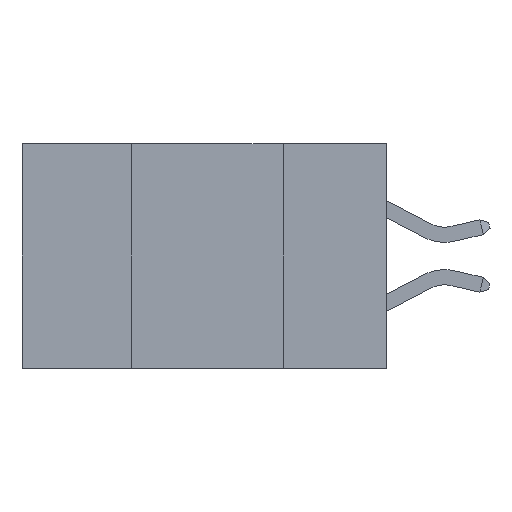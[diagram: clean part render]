
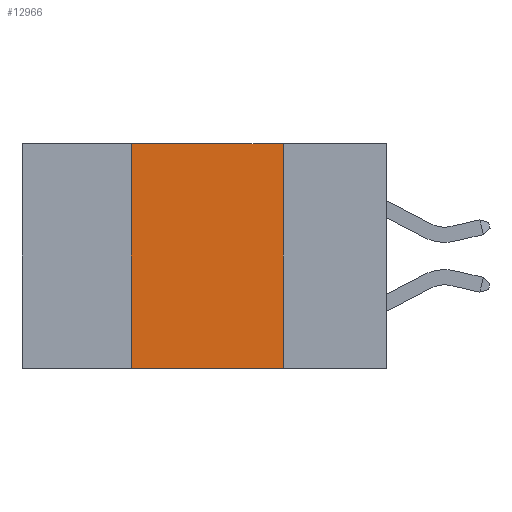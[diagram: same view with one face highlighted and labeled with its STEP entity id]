
A CAD part, left-side view. The second image highlights one B-rep face of the part: STEP entity #12966.
In plain terms, the highlighted planar face has unit normal (-1, 0, 0).
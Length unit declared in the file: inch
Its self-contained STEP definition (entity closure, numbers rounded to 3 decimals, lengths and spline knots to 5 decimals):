
#782 = CARTESIAN_POINT ( 'NONE',  ( 0., 0.6, -0.37 ) ) ;
#1638 = DIRECTION ( 'NONE',  ( 0., 0., -1. ) ) ;
#2298 = VERTEX_POINT ( 'NONE', #12771 ) ;
#3094 = DIRECTION ( 'NONE',  ( 0., -1., 0. ) ) ;
#3125 = DIRECTION ( 'NONE',  ( 0., 0., -1. ) ) ;
#3669 = CARTESIAN_POINT ( 'NONE',  ( 0., 0.42, 0. ) ) ;
#3910 = EDGE_CURVE ( 'NONE', #11752, #24667, #13452, .T. ) ;
#5466 = ORIENTED_EDGE ( 'NONE', *, *, #7929, .F. ) ;
#6973 = CARTESIAN_POINT ( 'NONE',  ( 0., 0.42, -0.37 ) ) ;
#7660 = VECTOR ( 'NONE', #15946, 39.37008 ) ;
#7807 = EDGE_LOOP ( 'NONE', ( #5466, #19602, #12642, #9416 ) ) ;
#7929 = EDGE_CURVE ( 'NONE', #16376, #2298, #9462, .T. ) ;
#8296 = LINE ( 'NONE', #782, #24912 ) ;
#8484 = DIRECTION ( 'NONE',  ( 0., -1., 0. ) ) ;
#9416 = ORIENTED_EDGE ( 'NONE', *, *, #22828, .T. ) ;
#9462 = LINE ( 'NONE', #16307, #14573 ) ;
#10583 = PLANE ( 'NONE',  #19267 ) ;
#11752 = VERTEX_POINT ( 'NONE', #6973 ) ;
#12642 = ORIENTED_EDGE ( 'NONE', *, *, #3910, .F. ) ;
#12771 = CARTESIAN_POINT ( 'NONE',  ( 0., 0.17, -0.37 ) ) ;
#12966 = ADVANCED_FACE ( 'NONE', ( #13002 ), #10583, .F. ) ;
#13002 = FACE_OUTER_BOUND ( 'NONE', #7807, .T. ) ;
#13452 = LINE ( 'NONE', #3669, #7660 ) ;
#14573 = VECTOR ( 'NONE', #3125, 39.37008 ) ;
#14736 = CARTESIAN_POINT ( 'NONE',  ( 0., 0.42, 0. ) ) ;
#14977 = DIRECTION ( 'NONE',  ( 1., 0., 0. ) ) ;
#15946 = DIRECTION ( 'NONE',  ( 0., 0., 1. ) ) ;
#16307 = CARTESIAN_POINT ( 'NONE',  ( 0., 0.17, 0. ) ) ;
#16376 = VERTEX_POINT ( 'NONE', #23606 ) ;
#17708 = LINE ( 'NONE', #27972, #22717 ) ;
#19267 = AXIS2_PLACEMENT_3D ( 'NONE', #25730, #14977, #1638 ) ;
#19602 = ORIENTED_EDGE ( 'NONE', *, *, #26012, .F. ) ;
#22717 = VECTOR ( 'NONE', #8484, 39.37008 ) ;
#22828 = EDGE_CURVE ( 'NONE', #11752, #2298, #8296, .T. ) ;
#23606 = CARTESIAN_POINT ( 'NONE',  ( 0., 0.17, 0. ) ) ;
#24667 = VERTEX_POINT ( 'NONE', #14736 ) ;
#24912 = VECTOR ( 'NONE', #3094, 39.37008 ) ;
#25730 = CARTESIAN_POINT ( 'NONE',  ( 0., 0.6, 0. ) ) ;
#26012 = EDGE_CURVE ( 'NONE', #24667, #16376, #17708, .T. ) ;
#27972 = CARTESIAN_POINT ( 'NONE',  ( 0., 0.6, 0. ) ) ;
